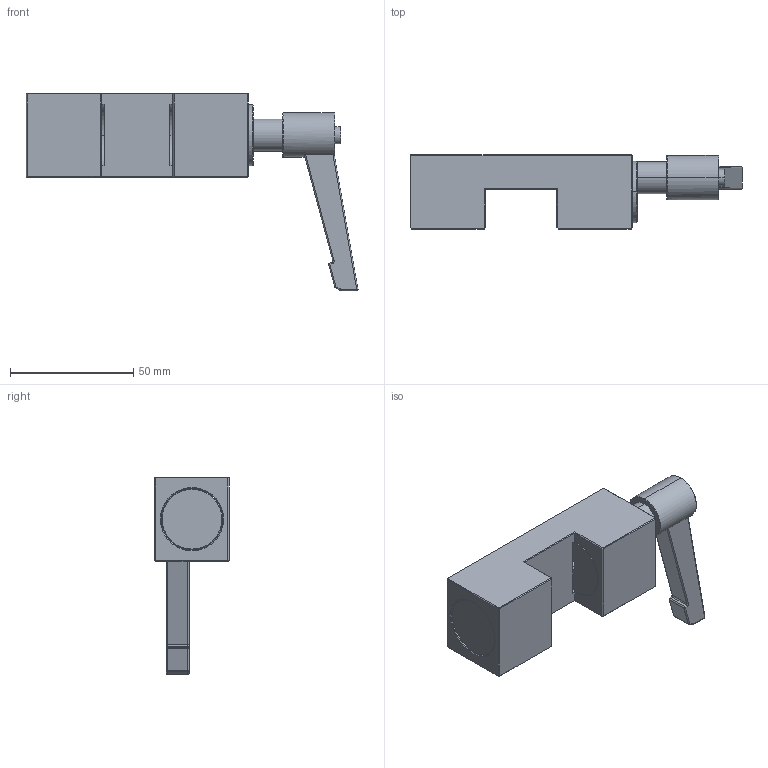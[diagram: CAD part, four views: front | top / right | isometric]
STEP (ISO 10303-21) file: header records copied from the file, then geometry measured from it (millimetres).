
FILE_DESCRIPTION (( 'STEP AP203' ), '1' );
FILE_NAME ('SK3001.STEP', '2022-08-08T13:57:58', ( '' ), ( '' ), 'SwSTEP 2.0', 'SolidWorks 2021', '' );
FILE_SCHEMA (( 'CONFIG_CONTROL_DESIGN' ));
Length unit declared in the file: millimetre
Products named in the file (6): 赻餅忒梟M8㊣迆M8_角“2M8; SK3001; 蚾饜极2^SK3001001001; SK3001翋极V2V2V2; SK3001通孔圆柱_2_ù_2_¨′; SK3001螺孔圆柱_2_ù_2_¨′
Assembly tree (5 placements, depth 3):
  SK3001
    蚾饜极2^SK3001001001
      SK3001翋极V2V2V2
      SK3001螺孔圆柱_2_ù_2_¨′
      SK3001通孔圆柱_2_ù_2_¨′
    赻餅忒梟M8㊣迆M8_角“2M8
Bounding box: 134.43 x 30 x 80 mm (x, y, z)
Volume: 82706.1 mm3; surface area: 30727.4 mm2
Topology: 4 solids, 4 shells, 163 faces, 373 edges, 205 vertices
Faces by surface type: plane 62, cylinder 45, cone 34, torus 10, sphere 8, bspline 4
Entity records: 5086 total; most frequent: CARTESIAN_POINT 860, DIRECTION 814, ORIENTED_EDGE 706, EDGE_CURVE 353, AXIS2_PLACEMENT_3D 307, VERTEX_POINT 203, VECTOR 200, LINE 200
